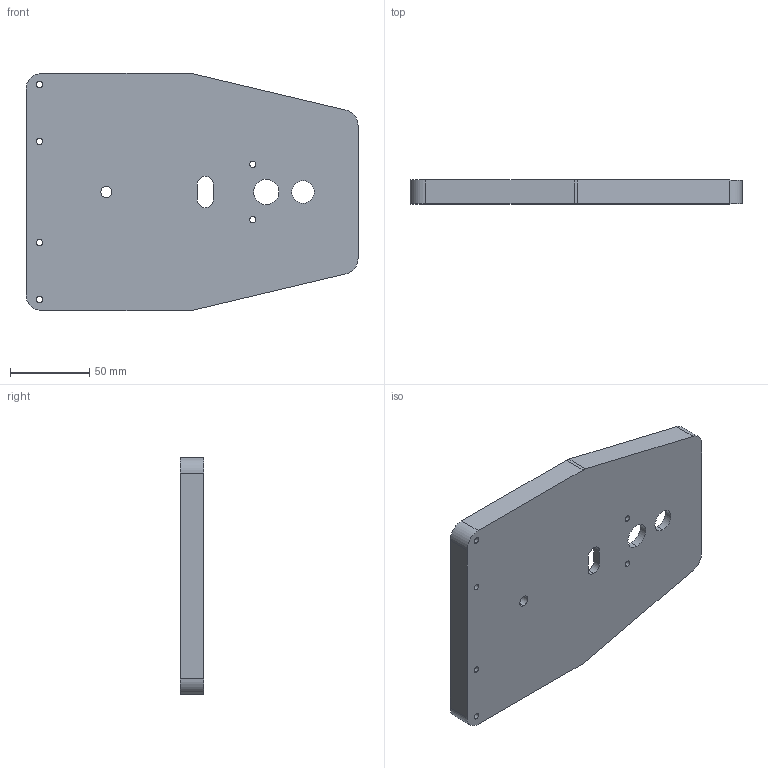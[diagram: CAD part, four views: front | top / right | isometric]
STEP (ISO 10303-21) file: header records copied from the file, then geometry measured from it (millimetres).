
FILE_DESCRIPTION (( 'STEP AP214' ), '1' );
FILE_NAME ('BDT_I_P_11_v01.STEP', '2021-01-13T11:30:16', ( '' ), ( '' ), 'SwSTEP 2.0', 'SolidWorks 2017', '' );
FILE_SCHEMA (( 'AUTOMOTIVE_DESIGN' ));
Length unit declared in the file: millimetre
Products named in the file (1): BDT_I_P_11_v01
Bounding box: 210 x 15 x 150 mm (x, y, z)
Volume: 275068.2 mm3; surface area: 73065.1 mm2
Topology: 1 solids, 1 shells, 55 faces, 162 edges, 108 vertices
Faces by surface type: cylinder 38, plane 17
Entity records: 1982 total; most frequent: CARTESIAN_POINT 362, DIRECTION 346, ORIENTED_EDGE 324, EDGE_CURVE 162, AXIS2_PLACEMENT_3D 132, VERTEX_POINT 108, LINE 82, VECTOR 82
